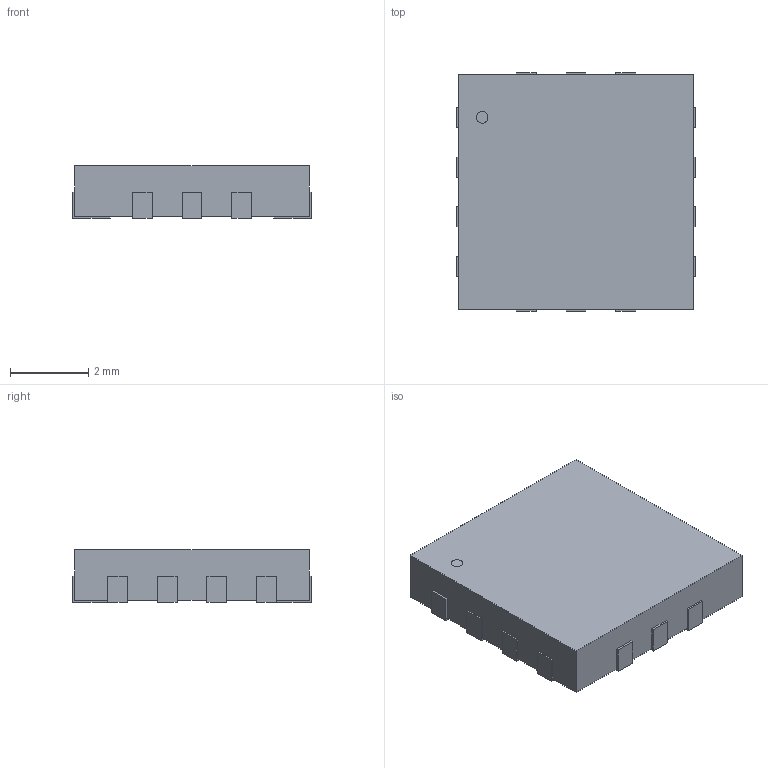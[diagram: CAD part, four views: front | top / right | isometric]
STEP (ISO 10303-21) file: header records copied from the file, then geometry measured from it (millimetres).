
FILE_DESCRIPTION(('STEP AP214'),'1');
FILE_NAME('E_14_1','2019-12-21T01:20:59',(''),(''),'','','');
FILE_SCHEMA(('AUTOMOTIVE_DESIGN'));
Length unit declared in the file: millimetre
Products named in the file (1): product
Bounding box: 6.1 x 6.1 x 1.35 mm (x, y, z)
Volume: 0 mm3; surface area: 128.8 mm2
Topology: 1 solids, 119 shells, 121 faces, 531 edges, 530 vertices
Faces by surface type: plane 120, cylinder 1
Full cylindrical faces by diameter (mm): 0.3 x1
Entity records: 5926 total; most frequent: CARTESIAN_POINT 1183, VERTEX_POINT 1058, DIRECTION 778, ORIENTED_EDGE 532, EDGE_CURVE 530, LINE 528, VECTOR 528, AXIS2_PLACEMENT_3D 125
